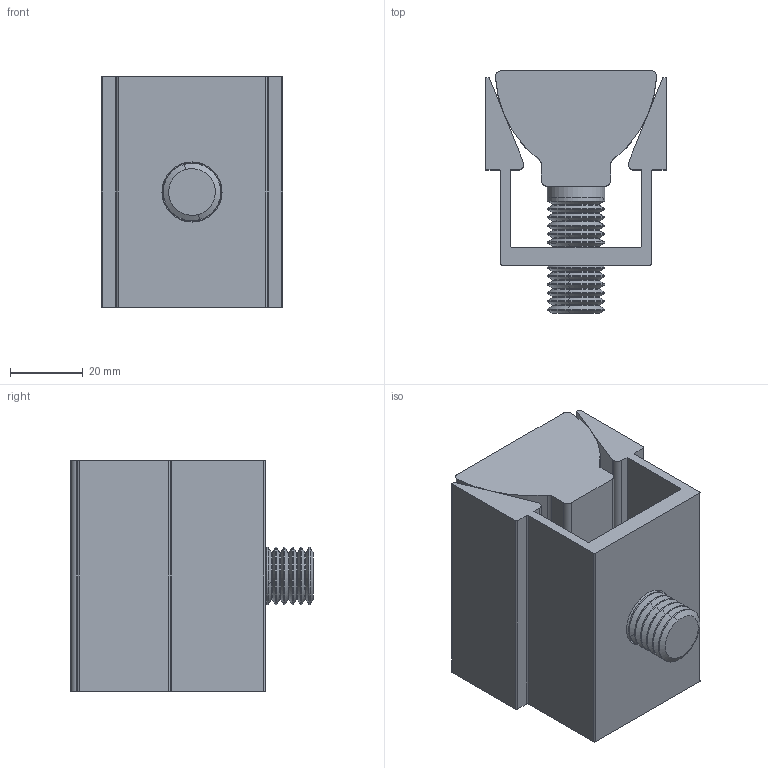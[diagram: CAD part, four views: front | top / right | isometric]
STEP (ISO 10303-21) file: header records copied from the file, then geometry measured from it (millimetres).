
FILE_DESCRIPTION (( 'STEP AP203' ), '1' );
FILE_NAME ('MiteeBite-82000.step.step', '2013-05-03T11:27:15', ( 'Windows User' ), ( '' ), 'SwSTEP 2.0', 'SolidWorks 2013', '' );
FILE_SCHEMA (( 'CONFIG_CONTROL_DESIGN' ));
Length unit declared in the file: inch
Products named in the file (4): MiteeBite-82000.step_Socket Head Cap Screw_AI-1; MiteeBite-82000.step; MiteeBite-82000.step_62020; MiteeBite-82000.step_60320-1
Assembly tree (3 placements, depth 2):
  MiteeBite-82000.step
    MiteeBite-82000.step_62020
    MiteeBite-82000.step_60320-1
    MiteeBite-82000.step_Socket Head Cap Screw_AI-1
Bounding box: 49.78 x 66.67 x 63.5 mm (x, y, z)
Volume: 109330.9 mm3; surface area: 37467.6 mm2
Topology: 3 solids, 3 shells, 181 faces, 430 edges, 258 vertices
Faces by surface type: cylinder 88, cone 54, plane 37, torus 2
Entity records: 5642 total; most frequent: DIRECTION 1008, CARTESIAN_POINT 889, ORIENTED_EDGE 860, EDGE_CURVE 430, AXIS2_PLACEMENT_3D 393, VERTEX_POINT 258, VECTOR 222, LINE 222
